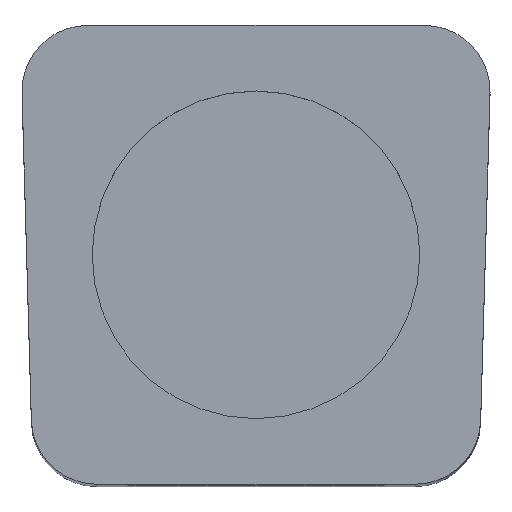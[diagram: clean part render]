
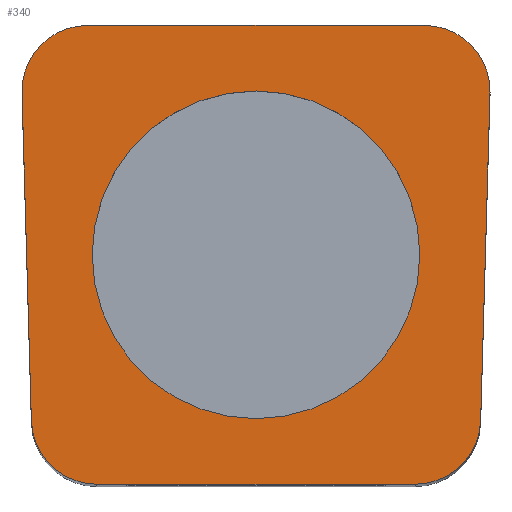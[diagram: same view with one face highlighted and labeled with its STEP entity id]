
A CAD part, top view. The second image highlights one B-rep face of the part: STEP entity #340.
In plain terms, the highlighted planar face has unit normal (0, 0, 1).
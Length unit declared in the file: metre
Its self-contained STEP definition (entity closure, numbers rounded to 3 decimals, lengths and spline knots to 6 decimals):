
#1 = CARTESIAN_POINT ( 'NONE',  ( 0., 0., 0. ) ) ;
#28 = EDGE_CURVE ( 'NONE', #412, #82, #36, .T. ) ;
#36 = CIRCLE ( 'NONE', #514, 0.5 ) ;
#40 = DIRECTION ( 'NONE',  ( 0., 0., 1. ) ) ;
#52 = DIRECTION ( 'NONE',  ( 0., 0., 1. ) ) ;
#59 = CARTESIAN_POINT ( 'NONE',  ( 0., -1.75, 0. ) ) ;
#61 = LINE ( 'NONE', #389, #197 ) ;
#64 = CARTESIAN_POINT ( 'NONE',  ( 0., 1.75, 0. ) ) ;
#70 = ORIENTED_EDGE ( 'NONE', *, *, #111, .T. ) ;
#77 = CIRCLE ( 'NONE', #598, 0.5 ) ;
#82 = VERTEX_POINT ( 'NONE', #343 ) ;
#83 = CIRCLE ( 'NONE', #474, 0.5 ) ;
#84 = ORIENTED_EDGE ( 'NONE', *, *, #373, .F. ) ;
#87 = DIRECTION ( 'NONE',  ( 1., 0., 0. ) ) ;
#91 = DIRECTION ( 'NONE',  ( 0., 0., 1. ) ) ;
#94 = EDGE_CURVE ( 'NONE', #226, #412, #61, .T. ) ;
#111 = EDGE_CURVE ( 'NONE', #472, #515, #83, .T. ) ;
#119 = VECTOR ( 'NONE', #599, 1. ) ;
#123 = CIRCLE ( 'NONE', #320, 1.25 ) ;
#129 = VERTEX_POINT ( 'NONE', #255 ) ;
#135 = DIRECTION ( 'NONE',  ( 1., 0., 0. ) ) ;
#136 = CARTESIAN_POINT ( 'NONE',  ( 0., 0., 0. ) ) ;
#137 = CARTESIAN_POINT ( 'NONE',  ( 1.713878, -1.26428, 0. ) ) ;
#139 = CARTESIAN_POINT ( 'NONE',  ( -1.25, 0., 0. ) ) ;
#140 = DIRECTION ( 'NONE',  ( 1., 0., 0. ) ) ;
#154 = VECTOR ( 'NONE', #215, 1. ) ;
#156 = LINE ( 'NONE', #610, #380 ) ;
#158 = EDGE_LOOP ( 'NONE', ( #84, #357 ) ) ;
#163 = DIRECTION ( 'NONE',  ( -0.029, -1., 0. ) ) ;
#193 = DIRECTION ( 'NONE',  ( 1., 0., 0. ) ) ;
#197 = VECTOR ( 'NONE', #546, 1. ) ;
#204 = AXIS2_PLACEMENT_3D ( 'NONE', #136, #91, #285 ) ;
#213 = EDGE_CURVE ( 'NONE', #472, #82, #554, .T. ) ;
#215 = DIRECTION ( 'NONE',  ( -1., 0., 0. ) ) ;
#226 = VERTEX_POINT ( 'NONE', #602 ) ;
#232 = DIRECTION ( 'NONE',  ( 0., 0., 1. ) ) ;
#255 = CARTESIAN_POINT ( 'NONE',  ( -1.28551, 1.75, 0. ) ) ;
#261 = ORIENTED_EDGE ( 'NONE', *, *, #28, .T. ) ;
#264 = AXIS2_PLACEMENT_3D ( 'NONE', #1, #40, #193 ) ;
#266 = CIRCLE ( 'NONE', #630, 0.5 ) ;
#269 = ORIENTED_EDGE ( 'NONE', *, *, #294, .T. ) ;
#274 = VERTEX_POINT ( 'NONE', #381 ) ;
#285 = DIRECTION ( 'NONE',  ( 1., 0., 0. ) ) ;
#289 = FACE_OUTER_BOUND ( 'NONE', #512, .T. ) ;
#294 = EDGE_CURVE ( 'NONE', #129, #226, #77, .T. ) ;
#297 = CARTESIAN_POINT ( 'NONE',  ( 0., 0., 0. ) ) ;
#320 = AXIS2_PLACEMENT_3D ( 'NONE', #297, #232, #633 ) ;
#322 = VERTEX_POINT ( 'NONE', #391 ) ;
#336 = DIRECTION ( 'NONE',  ( 0., 0., 1. ) ) ;
#337 = CARTESIAN_POINT ( 'NONE',  ( 1.25, 0., 0. ) ) ;
#340 = ADVANCED_FACE ( 'NONE', ( #384, #289 ), #583, .T. ) ;
#343 = CARTESIAN_POINT ( 'NONE',  ( -1.214082, -1.75, 0. ) ) ;
#352 = CARTESIAN_POINT ( 'NONE',  ( -1.214082, -1.25, 0. ) ) ;
#357 = ORIENTED_EDGE ( 'NONE', *, *, #489, .F. ) ;
#372 = ORIENTED_EDGE ( 'NONE', *, *, #94, .T. ) ;
#373 = EDGE_CURVE ( 'NONE', #419, #462, #625, .T. ) ;
#380 = VECTOR ( 'NONE', #163, 1. ) ;
#381 = CARTESIAN_POINT ( 'NONE',  ( 1.28551, 1.75, 0. ) ) ;
#382 = CARTESIAN_POINT ( 'NONE',  ( 1.28551, 1.25, 0. ) ) ;
#384 = FACE_BOUND ( 'NONE', #158, .T. ) ;
#388 = CARTESIAN_POINT ( 'NONE',  ( -1.713878, -1.26428, 0. ) ) ;
#389 = CARTESIAN_POINT ( 'NONE',  ( -1.748573, -0.049959, 0. ) ) ;
#391 = CARTESIAN_POINT ( 'NONE',  ( 1.785306, 1.23572, 0. ) ) ;
#406 = DIRECTION ( 'NONE',  ( 0., 0., 1. ) ) ;
#408 = ORIENTED_EDGE ( 'NONE', *, *, #574, .F. ) ;
#412 = VERTEX_POINT ( 'NONE', #388 ) ;
#419 = VERTEX_POINT ( 'NONE', #337 ) ;
#460 = LINE ( 'NONE', #64, #154 ) ;
#462 = VERTEX_POINT ( 'NONE', #139 ) ;
#472 = VERTEX_POINT ( 'NONE', #629 ) ;
#474 = AXIS2_PLACEMENT_3D ( 'NONE', #588, #492, #140 ) ;
#489 = EDGE_CURVE ( 'NONE', #462, #419, #123, .T. ) ;
#492 = DIRECTION ( 'NONE',  ( 0., 0., 1. ) ) ;
#502 = EDGE_CURVE ( 'NONE', #322, #274, #266, .T. ) ;
#512 = EDGE_LOOP ( 'NONE', ( #372, #261, #611, #70, #408, #522, #562, #269 ) ) ;
#514 = AXIS2_PLACEMENT_3D ( 'NONE', #352, #406, #553 ) ;
#515 = VERTEX_POINT ( 'NONE', #137 ) ;
#522 = ORIENTED_EDGE ( 'NONE', *, *, #502, .T. ) ;
#532 = CARTESIAN_POINT ( 'NONE',  ( -1.28551, 1.25, 0. ) ) ;
#546 = DIRECTION ( 'NONE',  ( 0.029, -1., 0. ) ) ;
#553 = DIRECTION ( 'NONE',  ( 1., 0., 0. ) ) ;
#554 = LINE ( 'NONE', #59, #119 ) ;
#562 = ORIENTED_EDGE ( 'NONE', *, *, #568, .T. ) ;
#568 = EDGE_CURVE ( 'NONE', #274, #129, #460, .T. ) ;
#574 = EDGE_CURVE ( 'NONE', #322, #515, #156, .T. ) ;
#583 = PLANE ( 'NONE',  #204 ) ;
#588 = CARTESIAN_POINT ( 'NONE',  ( 1.214082, -1.25, 0. ) ) ;
#598 = AXIS2_PLACEMENT_3D ( 'NONE', #532, #336, #87 ) ;
#599 = DIRECTION ( 'NONE',  ( -1., 0., 0. ) ) ;
#602 = CARTESIAN_POINT ( 'NONE',  ( -1.785306, 1.23572, 0. ) ) ;
#610 = CARTESIAN_POINT ( 'NONE',  ( 1.748573, -0.049959, 0. ) ) ;
#611 = ORIENTED_EDGE ( 'NONE', *, *, #213, .F. ) ;
#625 = CIRCLE ( 'NONE', #264, 1.25 ) ;
#629 = CARTESIAN_POINT ( 'NONE',  ( 1.214082, -1.75, 0. ) ) ;
#630 = AXIS2_PLACEMENT_3D ( 'NONE', #382, #52, #135 ) ;
#633 = DIRECTION ( 'NONE',  ( 1., 0., 0. ) ) ;
